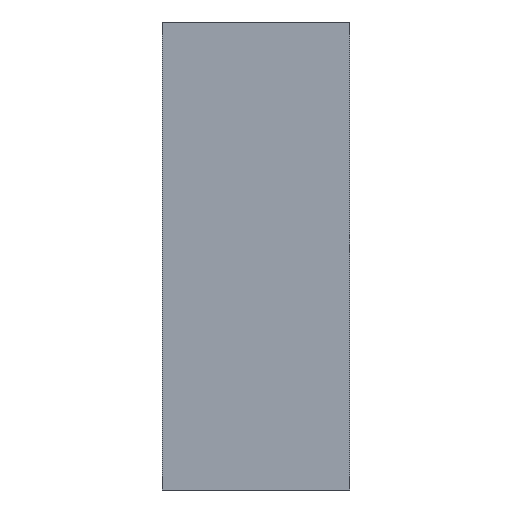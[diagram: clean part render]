
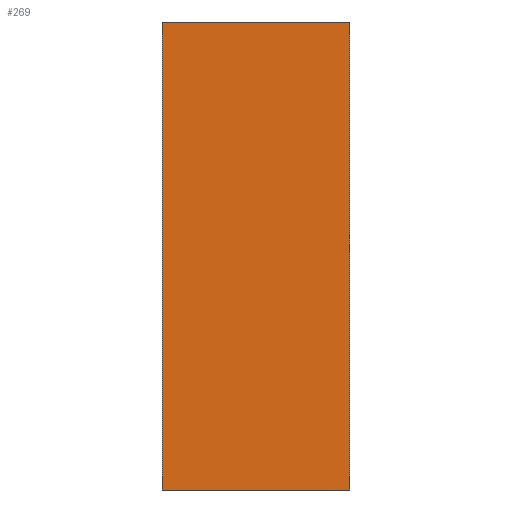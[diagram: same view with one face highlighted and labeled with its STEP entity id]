
A CAD part, left-side view. The second image highlights one B-rep face of the part: STEP entity #269.
In plain terms, the highlighted planar face has unit normal (-1, 0, 0).
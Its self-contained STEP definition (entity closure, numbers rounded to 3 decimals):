
#39=FACE_OUTER_BOUND('',#53,.T.);
#53=EDGE_LOOP('',(#211,#212,#213,#214));
#79=LINE('',#437,#107);
#80=LINE('',#439,#108);
#81=LINE('',#441,#109);
#82=LINE('',#442,#110);
#107=VECTOR('',#363,10.);
#108=VECTOR('',#364,10.);
#109=VECTOR('',#365,10.);
#110=VECTOR('',#366,10.);
#135=VERTEX_POINT('',#435);
#136=VERTEX_POINT('',#436);
#137=VERTEX_POINT('',#438);
#138=VERTEX_POINT('',#440);
#167=EDGE_CURVE('',#135,#136,#79,.T.);
#168=EDGE_CURVE('',#135,#137,#80,.T.);
#169=EDGE_CURVE('',#138,#137,#81,.T.);
#170=EDGE_CURVE('',#136,#138,#82,.T.);
#211=ORIENTED_EDGE('',*,*,#167,.F.);
#212=ORIENTED_EDGE('',*,*,#168,.T.);
#213=ORIENTED_EDGE('',*,*,#169,.F.);
#214=ORIENTED_EDGE('',*,*,#170,.F.);
#255=PLANE('',#305);
#269=ADVANCED_FACE('',(#39),#255,.T.);
#305=AXIS2_PLACEMENT_3D('',#434,#361,#362);
#361=DIRECTION('center_axis',(-1.,0.,0.));
#362=DIRECTION('ref_axis',(0.,0.,-1.));
#363=DIRECTION('',(0.,0.,1.));
#364=DIRECTION('',(0.,-1.,0.));
#365=DIRECTION('',(0.,0.,-1.));
#366=DIRECTION('',(0.,-1.,0.));
#434=CARTESIAN_POINT('Origin',(-50.5,-57.235,165.999));
#435=CARTESIAN_POINT('',(-50.5,-57.235,145.999));
#436=CARTESIAN_POINT('',(-50.5,-57.235,165.999));
#437=CARTESIAN_POINT('',(-50.5,-57.235,145.999));
#438=CARTESIAN_POINT('',(-50.5,-65.235,145.999));
#439=CARTESIAN_POINT('',(-50.5,-57.235,145.999));
#440=CARTESIAN_POINT('',(-50.5,-65.235,165.999));
#441=CARTESIAN_POINT('',(-50.5,-65.235,145.999));
#442=CARTESIAN_POINT('',(-50.5,-57.235,165.999));
